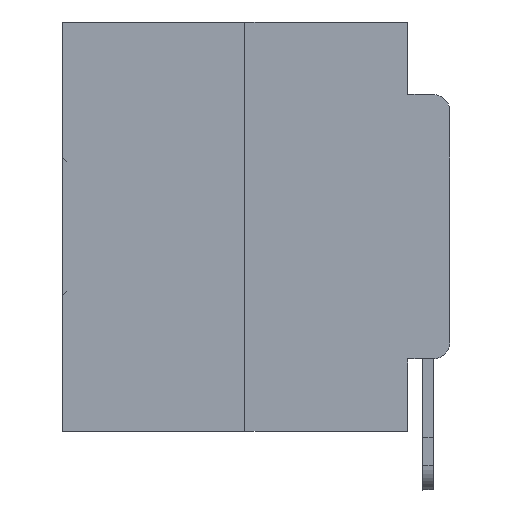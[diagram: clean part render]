
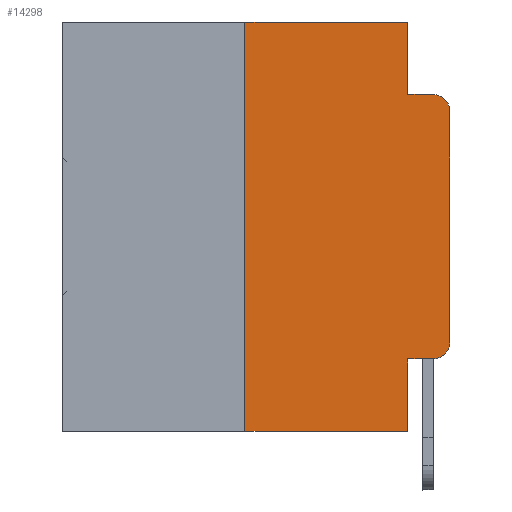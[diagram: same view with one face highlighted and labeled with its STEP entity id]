
A CAD part, left-side view. The second image highlights one B-rep face of the part: STEP entity #14298.
In plain terms, the highlighted planar face has unit normal (-1, 0, 0).
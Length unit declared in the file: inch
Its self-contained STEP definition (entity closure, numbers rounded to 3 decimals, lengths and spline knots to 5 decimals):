
#423 = EDGE_CURVE ( 'NONE', #20552, #8674, #9597, .T. ) ;
#579 = CARTESIAN_POINT ( 'NONE',  ( 0., 0.473, 0. ) ) ;
#832 = EDGE_CURVE ( 'NONE', #3731, #2225, #18988, .T. ) ;
#1257 = VERTEX_POINT ( 'NONE', #13893 ) ;
#1324 = EDGE_CURVE ( 'NONE', #13557, #12027, #17049, .T. ) ;
#1840 = VERTEX_POINT ( 'NONE', #22127 ) ;
#2225 = VERTEX_POINT ( 'NONE', #28928 ) ;
#2604 = CARTESIAN_POINT ( 'NONE',  ( 0., 0.02, -0.0885 ) ) ;
#2920 = VECTOR ( 'NONE', #15502, 39.37008 ) ;
#3731 = VERTEX_POINT ( 'NONE', #21156 ) ;
#4654 = ORIENTED_EDGE ( 'NONE', *, *, #1324, .F. ) ;
#4924 = CARTESIAN_POINT ( 'NONE',  ( 0., 0.473, 0. ) ) ;
#5612 = VERTEX_POINT ( 'NONE', #7627 ) ;
#5640 = CARTESIAN_POINT ( 'NONE',  ( 0., 0.051, -0.4115 ) ) ;
#5997 = VECTOR ( 'NONE', #20566, 39.37008 ) ;
#6815 = EDGE_CURVE ( 'NONE', #5612, #12027, #19847, .T. ) ;
#7429 = DIRECTION ( 'NONE',  ( 0., -1., 0. ) ) ;
#7537 = VERTEX_POINT ( 'NONE', #26087 ) ;
#7564 = CARTESIAN_POINT ( 'NONE',  ( 0., 0.051, 0. ) ) ;
#7627 = CARTESIAN_POINT ( 'NONE',  ( 0., 0., -0.1085 ) ) ;
#7652 = LINE ( 'NONE', #4924, #26543 ) ;
#8674 = VERTEX_POINT ( 'NONE', #18045 ) ;
#9327 = VECTOR ( 'NONE', #15651, 39.37008 ) ;
#9597 = LINE ( 'NONE', #7564, #2920 ) ;
#9881 = ORIENTED_EDGE ( 'NONE', *, *, #17091, .T. ) ;
#10132 = CARTESIAN_POINT ( 'NONE',  ( 0., 0., 0. ) ) ;
#10316 = FACE_OUTER_BOUND ( 'NONE', #19222, .T. ) ;
#10551 = VECTOR ( 'NONE', #30283, 39.37008 ) ;
#10565 = DIRECTION ( 'NONE',  ( 1., 0., 0. ) ) ;
#10849 = EDGE_CURVE ( 'NONE', #1257, #13557, #32538, .T. ) ;
#11296 = VECTOR ( 'NONE', #21971, 39.37008 ) ;
#11725 = ORIENTED_EDGE ( 'NONE', *, *, #832, .T. ) ;
#11898 = CARTESIAN_POINT ( 'NONE',  ( 0., 0.473, -0.5 ) ) ;
#12027 = VERTEX_POINT ( 'NONE', #2604 ) ;
#12407 = CARTESIAN_POINT ( 'NONE',  ( 0., 0.051, -0.0885 ) ) ;
#12513 = AXIS2_PLACEMENT_3D ( 'NONE', #29181, #21926, #29291 ) ;
#12617 = LINE ( 'NONE', #5640, #25934 ) ;
#13073 = CARTESIAN_POINT ( 'NONE',  ( 0., 0.25, 0. ) ) ;
#13237 = PLANE ( 'NONE',  #21793 ) ;
#13557 = VERTEX_POINT ( 'NONE', #12407 ) ;
#13893 = CARTESIAN_POINT ( 'NONE',  ( 0., 0.051, 0. ) ) ;
#14037 = CARTESIAN_POINT ( 'NONE',  ( 0., 0.02, -0.1085 ) ) ;
#14298 = ADVANCED_FACE ( 'NONE', ( #10316 ), #13237, .F. ) ;
#15502 = DIRECTION ( 'NONE',  ( 0., 0., -1. ) ) ;
#15651 = DIRECTION ( 'NONE',  ( 0., 0., -1. ) ) ;
#16025 = EDGE_CURVE ( 'NONE', #2225, #5612, #17004, .T. ) ;
#17004 = LINE ( 'NONE', #10132, #5997 ) ;
#17049 = LINE ( 'NONE', #31864, #27188 ) ;
#17091 = EDGE_CURVE ( 'NONE', #20552, #3731, #12617, .T. ) ;
#18045 = CARTESIAN_POINT ( 'NONE',  ( 0., 0.051, -0.5 ) ) ;
#18988 = CIRCLE ( 'NONE', #12513, 0.02 ) ;
#19222 = EDGE_LOOP ( 'NONE', ( #19726, #22818, #4654, #21870, #26462, #21665, #19329, #20469, #9881, #11725 ) ) ;
#19329 = ORIENTED_EDGE ( 'NONE', *, *, #29191, .T. ) ;
#19726 = ORIENTED_EDGE ( 'NONE', *, *, #16025, .T. ) ;
#19847 = CIRCLE ( 'NONE', #20169, 0.02 ) ;
#20169 = AXIS2_PLACEMENT_3D ( 'NONE', #14037, #23753, #26066 ) ;
#20389 = EDGE_CURVE ( 'NONE', #7537, #1257, #7652, .T. ) ;
#20469 = ORIENTED_EDGE ( 'NONE', *, *, #423, .F. ) ;
#20552 = VERTEX_POINT ( 'NONE', #31148 ) ;
#20566 = DIRECTION ( 'NONE',  ( 0., 0., 1. ) ) ;
#21156 = CARTESIAN_POINT ( 'NONE',  ( 0., 0.02, -0.4115 ) ) ;
#21665 = ORIENTED_EDGE ( 'NONE', *, *, #28142, .F. ) ;
#21793 = AXIS2_PLACEMENT_3D ( 'NONE', #579, #10565, #22846 ) ;
#21870 = ORIENTED_EDGE ( 'NONE', *, *, #10849, .F. ) ;
#21926 = DIRECTION ( 'NONE',  ( -1., 0., 0. ) ) ;
#21971 = DIRECTION ( 'NONE',  ( 0., -1., 0. ) ) ;
#22127 = CARTESIAN_POINT ( 'NONE',  ( 0., 0.25, -0.5 ) ) ;
#22818 = ORIENTED_EDGE ( 'NONE', *, *, #6815, .T. ) ;
#22846 = DIRECTION ( 'NONE',  ( 0., 0., -1. ) ) ;
#23753 = DIRECTION ( 'NONE',  ( -1., 0., 0. ) ) ;
#24303 = LINE ( 'NONE', #13073, #10551 ) ;
#25934 = VECTOR ( 'NONE', #30568, 39.37008 ) ;
#26066 = DIRECTION ( 'NONE',  ( 0., 0., -1. ) ) ;
#26087 = CARTESIAN_POINT ( 'NONE',  ( 0., 0.25, 0. ) ) ;
#26462 = ORIENTED_EDGE ( 'NONE', *, *, #20389, .F. ) ;
#26543 = VECTOR ( 'NONE', #7429, 39.37008 ) ;
#26998 = DIRECTION ( 'NONE',  ( 0., -1., 0. ) ) ;
#27188 = VECTOR ( 'NONE', #26998, 39.37008 ) ;
#28142 = EDGE_CURVE ( 'NONE', #1840, #7537, #24303, .T. ) ;
#28928 = CARTESIAN_POINT ( 'NONE',  ( 0., 0., -0.3915 ) ) ;
#29181 = CARTESIAN_POINT ( 'NONE',  ( 0., 0.02, -0.3915 ) ) ;
#29191 = EDGE_CURVE ( 'NONE', #1840, #8674, #31705, .T. ) ;
#29291 = DIRECTION ( 'NONE',  ( 0., 0., -1. ) ) ;
#30283 = DIRECTION ( 'NONE',  ( 0., 0., 1. ) ) ;
#30568 = DIRECTION ( 'NONE',  ( 0., -1., 0. ) ) ;
#30667 = CARTESIAN_POINT ( 'NONE',  ( 0., 0.051, 0. ) ) ;
#31148 = CARTESIAN_POINT ( 'NONE',  ( 0., 0.051, -0.4115 ) ) ;
#31705 = LINE ( 'NONE', #11898, #11296 ) ;
#31864 = CARTESIAN_POINT ( 'NONE',  ( 0., 0.051, -0.0885 ) ) ;
#32538 = LINE ( 'NONE', #30667, #9327 ) ;
